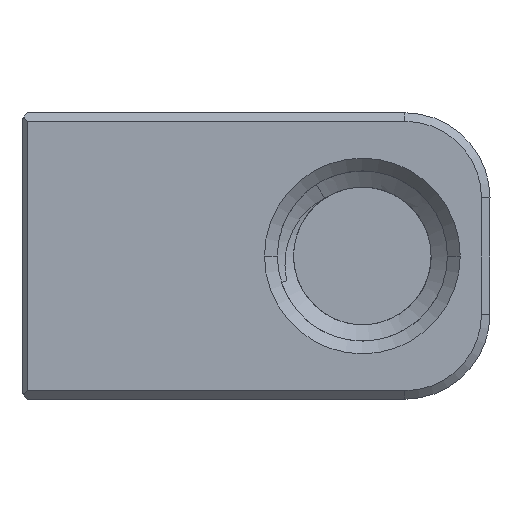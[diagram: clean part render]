
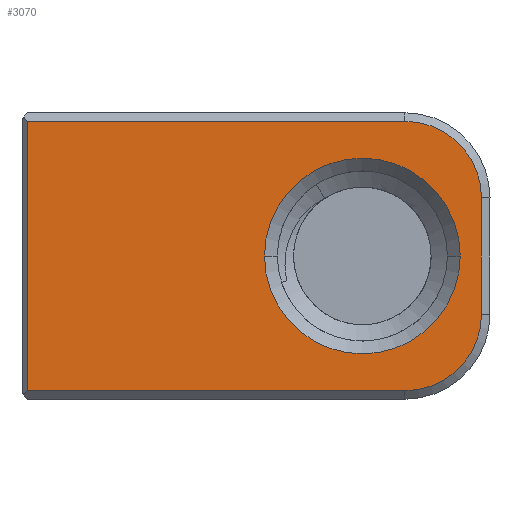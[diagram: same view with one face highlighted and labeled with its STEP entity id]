
A CAD part, front view. The second image highlights one B-rep face of the part: STEP entity #3070.
In plain terms, the highlighted planar face has unit normal (0, -1, 0).
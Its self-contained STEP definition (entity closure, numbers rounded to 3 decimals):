
#43=DIRECTION('',(0.,0.,1.));
#44=VECTOR('',#43,6.331);
#45=CARTESIAN_POINT('',(-34.531,6.202,-0.087));
#46=LINE('',#45,#44);
#55=CARTESIAN_POINT('',(-26.658,6.202,3.079));
#56=DIRECTION('',(0.,1.,0.));
#57=DIRECTION('',(1.,0.,0.));
#58=AXIS2_PLACEMENT_3D('',#55,#56,#57);
#60=CARTESIAN_POINT('',(-26.658,6.202,3.079));
#61=DIRECTION('',(0.,1.,0.));
#62=DIRECTION('',(-1.,0.,0.));
#63=AXIS2_PLACEMENT_3D('',#60,#61,#62);
#65=DIRECTION('',(-1.,0.,0.));
#66=VECTOR('',#65,8.873);
#67=CARTESIAN_POINT('',(-25.658,6.202,6.244));
#68=LINE('',#67,#66);
#69=CARTESIAN_POINT('',(-25.658,6.202,4.444));
#70=DIRECTION('',(0.,-1.,0.));
#71=DIRECTION('',(1.,0.,0.));
#72=AXIS2_PLACEMENT_3D('',#69,#70,#71);
#74=DIRECTION('',(0.,0.,1.));
#75=VECTOR('',#74,2.731);
#76=CARTESIAN_POINT('',(-23.858,6.202,1.713));
#77=LINE('',#76,#75);
#78=CARTESIAN_POINT('',(-25.658,6.202,1.713));
#79=DIRECTION('',(0.,-1.,0.));
#80=DIRECTION('',(0.,0.,-1.));
#81=AXIS2_PLACEMENT_3D('',#78,#79,#80);
#83=DIRECTION('',(1.,0.,0.));
#84=VECTOR('',#83,8.873);
#85=CARTESIAN_POINT('',(-34.531,6.202,-0.087));
#86=LINE('',#85,#84);
#2768=CARTESIAN_POINT('',(-24.358,6.202,3.079));
#2769=CARTESIAN_POINT('',(-28.958,6.202,3.079));
#2770=VERTEX_POINT('',#2768);
#2771=VERTEX_POINT('',#2769);
#2873=CARTESIAN_POINT('',(-34.531,6.202,6.244));
#2875=VERTEX_POINT('',#2873);
#2883=CARTESIAN_POINT('',(-25.658,6.202,6.244));
#2884=VERTEX_POINT('',#2883);
#2885=CARTESIAN_POINT('',(-23.858,6.202,4.444));
#2886=VERTEX_POINT('',#2885);
#2889=CARTESIAN_POINT('',(-23.858,6.202,1.713));
#2890=VERTEX_POINT('',#2889);
#2893=CARTESIAN_POINT('',(-25.658,6.202,
-0.087));
#2894=VERTEX_POINT('',#2893);
#2903=CARTESIAN_POINT('',(-34.531,6.202,
-0.087));
#2904=VERTEX_POINT('',#2903);
#3047=CARTESIAN_POINT('',(-35.928,6.202,
-1.557));
#3048=DIRECTION('',(0.,-1.,0.));
#3049=DIRECTION('',(1.,0.,0.));
#3050=AXIS2_PLACEMENT_3D('',#3047,#3048,#3049);
#3051=PLANE('',#3050);
#3052=ORIENTED_EDGE('',*,*,#3023,.F.);
#3054=ORIENTED_EDGE('',*,*,#3053,.F.);
#3056=ORIENTED_EDGE('',*,*,#3055,.F.);
#3058=ORIENTED_EDGE('',*,*,#3057,.F.);
#3060=ORIENTED_EDGE('',*,*,#3059,.F.);
#3061=ORIENTED_EDGE('',*,*,#3034,.T.);
#3062=EDGE_LOOP('',(#3052,#3054,#3056,#3058,#3060,#3061));
#3063=FACE_OUTER_BOUND('',#3062,.F.);
#3065=ORIENTED_EDGE('',*,*,#3064,.F.);
#3067=ORIENTED_EDGE('',*,*,#3066,.F.);
#3068=EDGE_LOOP('',(#3065,#3067));
#3069=FACE_BOUND('',#3068,.F.);
#3070=ADVANCED_FACE('',(#3063,#3069),#3051,.T.);
#59=CIRCLE('',#58,2.3);
#64=CIRCLE('',#63,2.3);
#73=CIRCLE('',#72,1.8);
#82=CIRCLE('',#81,1.8);
#3023=EDGE_CURVE('',#2884,#2875,#68,.T.);
#3034=EDGE_CURVE('',#2904,#2875,#46,.T.);
#3053=EDGE_CURVE('',#2886,#2884,#73,.T.);
#3055=EDGE_CURVE('',#2890,#2886,#77,.T.);
#3057=EDGE_CURVE('',#2894,#2890,#82,.T.);
#3059=EDGE_CURVE('',#2904,#2894,#86,.T.);
#3064=EDGE_CURVE('',#2770,#2771,#59,.T.);
#3066=EDGE_CURVE('',#2771,#2770,#64,.T.);
